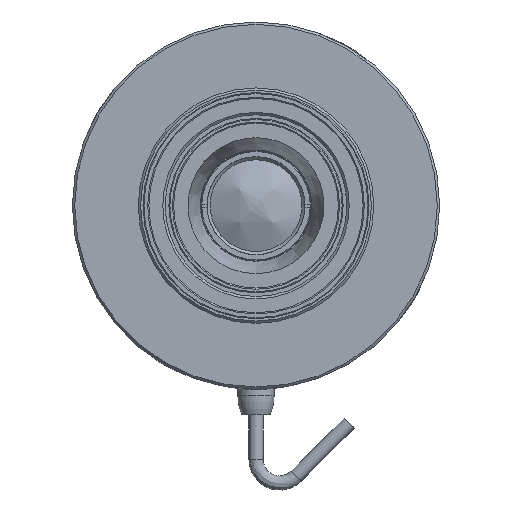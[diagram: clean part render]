
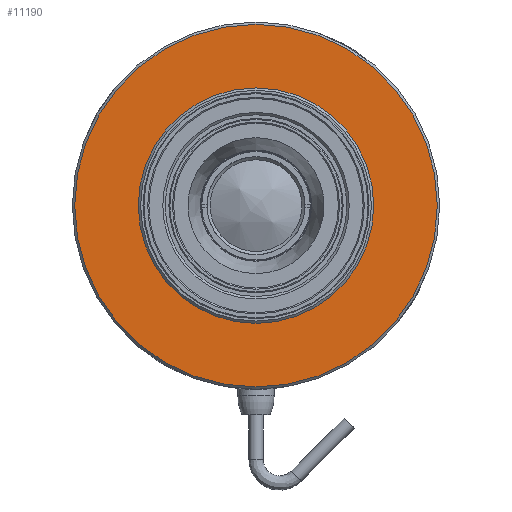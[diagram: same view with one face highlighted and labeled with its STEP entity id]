
A CAD part, front view. The second image highlights one B-rep face of the part: STEP entity #11190.
In plain terms, the highlighted planar face has unit normal (0, -1, 0).
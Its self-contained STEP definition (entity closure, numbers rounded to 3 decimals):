
#299 = ORIENTED_EDGE ( 'NONE', *, *, #6287, .T. ) ;
#641 = DIRECTION ( 'NONE',  ( 0., 1., 0. ) ) ;
#882 = DIRECTION ( 'NONE',  ( 0., 0., -1. ) ) ;
#1210 = CARTESIAN_POINT ( 'NONE',  ( 0., -58., -25. ) ) ;
#1553 = EDGE_LOOP ( 'NONE', ( #9473 ) ) ;
#3064 = AXIS2_PLACEMENT_3D ( 'NONE', #5974, #641, #4293 ) ;
#3925 = AXIS2_PLACEMENT_3D ( 'NONE', #6054, #6953, #8786 ) ;
#3963 = EDGE_LOOP ( 'NONE', ( #299 ) ) ;
#4293 = DIRECTION ( 'NONE',  ( 0., 0., 1. ) ) ;
#4787 = CARTESIAN_POINT ( 'NONE',  ( 0., -58., 38.5 ) ) ;
#5500 = CARTESIAN_POINT ( 'NONE',  ( 0., -58., 0. ) ) ;
#5974 = CARTESIAN_POINT ( 'NONE',  ( 0., -58., 0. ) ) ;
#6054 = CARTESIAN_POINT ( 'NONE',  ( 0., -58., 25. ) ) ;
#6149 = CIRCLE ( 'NONE', #3064, 38.5 ) ;
#6287 = EDGE_CURVE ( 'NONE', #9520, #9520, #9552, .T. ) ;
#6449 = AXIS2_PLACEMENT_3D ( 'NONE', #5500, #8263, #882 ) ;
#6596 = VERTEX_POINT ( 'NONE', #4787 ) ;
#6953 = DIRECTION ( 'NONE',  ( 0., -1., 0. ) ) ;
#7071 = FACE_BOUND ( 'NONE', #3963, .T. ) ;
#7086 = EDGE_CURVE ( 'NONE', #6596, #6596, #6149, .T. ) ;
#8263 = DIRECTION ( 'NONE',  ( 0., 1., 0. ) ) ;
#8786 = DIRECTION ( 'NONE',  ( 0., 0., -1. ) ) ;
#8971 = PLANE ( 'NONE',  #3925 ) ;
#9473 = ORIENTED_EDGE ( 'NONE', *, *, #7086, .F. ) ;
#9520 = VERTEX_POINT ( 'NONE', #1210 ) ;
#9552 = CIRCLE ( 'NONE', #6449, 25. ) ;
#11190 = ADVANCED_FACE ( 'NONE', ( #11648, #7071 ), #8971, .T. ) ;
#11648 = FACE_OUTER_BOUND ( 'NONE', #1553, .T. ) ;
